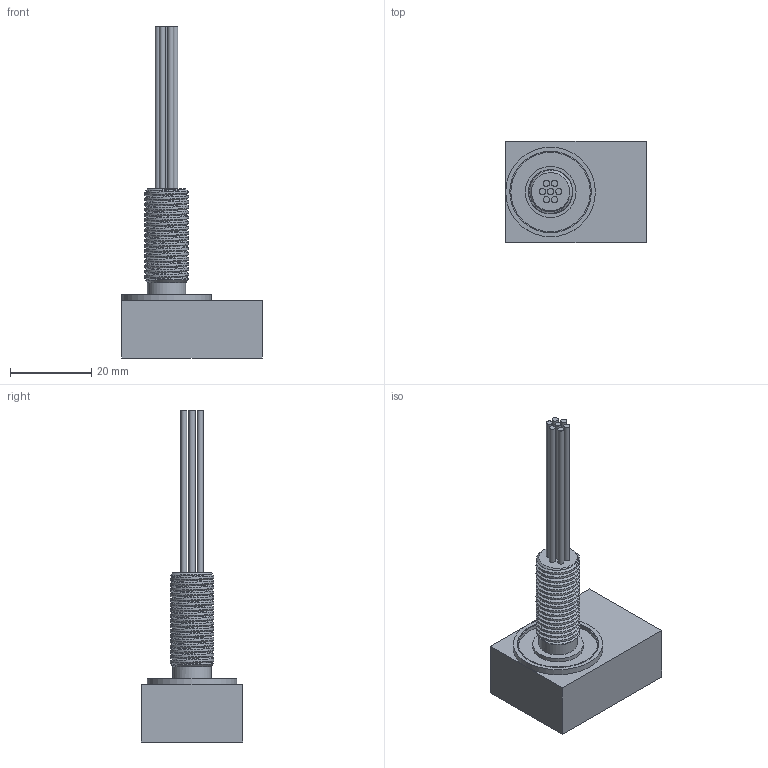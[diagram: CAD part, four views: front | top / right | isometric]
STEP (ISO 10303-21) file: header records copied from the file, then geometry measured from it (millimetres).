
FILE_DESCRIPTION(/* description */ (''),/* implementation_level */ '2;1');
FILE_NAME(/* name */ 'MCLPBH7F.stp',/* time_stamp */ '2014-11-27T08:51:12+01:00',/* author */ ('sh'),/* organization */ (''),/* preprocessor_version */ 'ST-DEVELOPER v15.2',/* originating_system */ 'Autodesk Inventor 2014',/* authorisation */ '');
FILE_SCHEMA (('AUTOMOTIVE_DESIGN { 1 0 10303 214 3 1 1 }'));
Length unit declared in the file: millimetre
Products named in the file (1): MCLPBH7F
Bounding box: 34.5 x 25 x 81.5 mm (x, y, z)
Volume: 14416.7 mm3; surface area: 7134.8 mm2
Topology: 1 solids, 1 shells, 175 faces, 437 edges, 291 vertices
Faces by surface type: plane 88, bspline 65, cylinder 20, cone 2
Full cylindrical faces by diameter (mm): 1.5 x7, 3 x7, 9.4 x1, 12.5 x1, 19.5 x1, 20 x1, 22 x1
Entity records: 8571 total; most frequent: CARTESIAN_POINT 4718, ORIENTED_EDGE 824, DIRECTION 542, EDGE_CURVE 412, VERTEX_POINT 287, LINE 238, VECTOR 238, EDGE_LOOP 223
